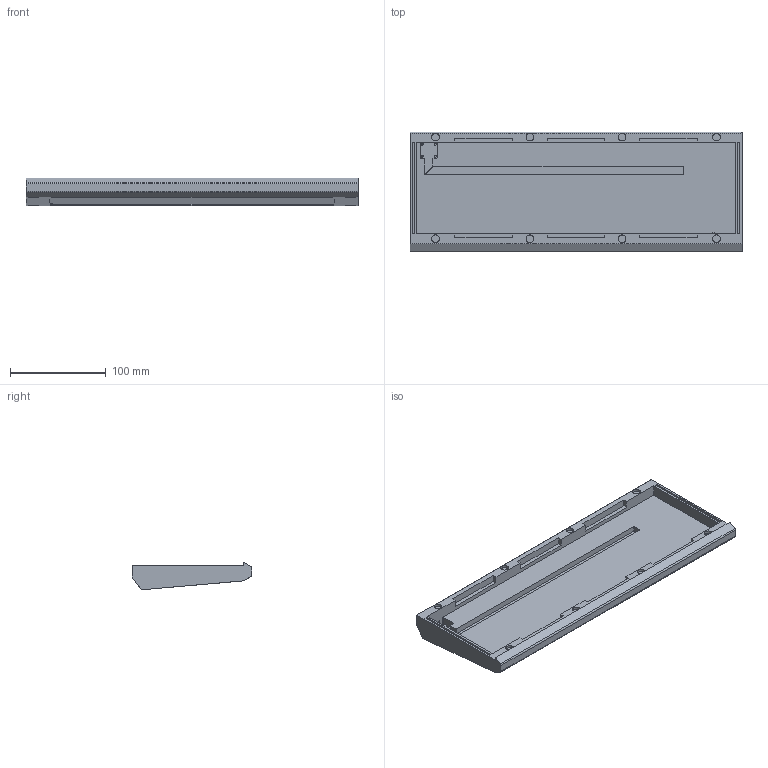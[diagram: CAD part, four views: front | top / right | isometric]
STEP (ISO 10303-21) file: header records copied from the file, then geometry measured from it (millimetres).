
FILE_DESCRIPTION(/* description */ ('STEP AP242','CAx-IF Rec.Pracs.---Representation and Presentation of Product Manufacturing Information (PMI)---4.0---2014-10-13','CAx-IF Rec.Pracs.---3D Tessellated Geometry---0.4---2014-09-14','2;1'),/* implementation_level */ '2;1');
FILE_NAME(/* name */ '63cac9191e3b935250e7caba',/* time_stamp */ '2023-01-20T17:02:18+00:00',/* author */ (''),/* organization */ (''),/* preprocessor_version */ 'ST-DEVELOPER v18.102',/* originating_system */ ' ',/* authorisation */ ' ');
FILE_SCHEMA (('AP242_MANAGED_MODEL_BASED_3D_ENGINEERING_MIM_LF { 1 0 10303 442 1 1 4 }'));
Length unit declared in the file: metre
Products named in the file (1): Part 2
Bounding box: 346.77 x 125.08 x 28.85 mm (x, y, z)
Volume: 430190.5 mm3; surface area: 121449.5 mm2
Topology: 1 solids, 1 shells, 140 faces, 344 edges, 229 vertices
Faces by surface type: plane 99, cylinder 40, bspline 1
Full cylindrical faces by diameter (mm): 2 x4, 2.2 x1, 2.229 x1, 2.231 x1, 2.243 x1, 8 x8, 11 x4
Entity records: 4045 total; most frequent: CARTESIAN_POINT 705, DIRECTION 685, ORIENTED_EDGE 644, EDGE_CURVE 322, LINE 235, VECTOR 235, VERTEX_POINT 227, AXIS2_PLACEMENT_3D 225
